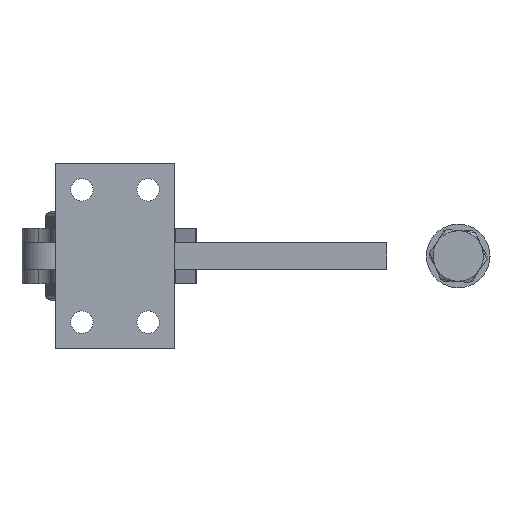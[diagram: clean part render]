
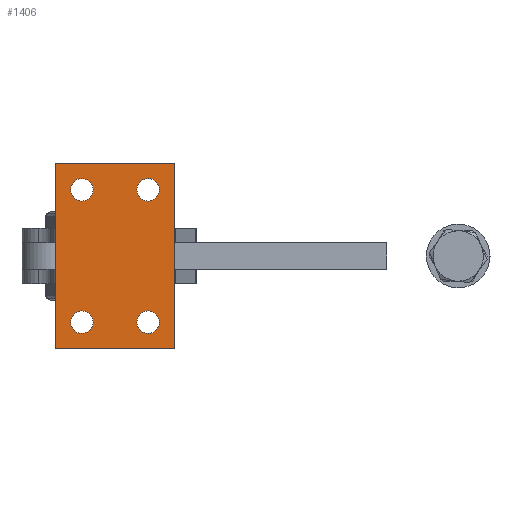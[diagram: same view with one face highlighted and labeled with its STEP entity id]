
A CAD part, front view. The second image highlights one B-rep face of the part: STEP entity #1406.
In plain terms, the highlighted planar face has unit normal (0, -1, 0).
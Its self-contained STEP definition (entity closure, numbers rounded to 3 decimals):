
#718=CARTESIAN_POINT('',(-154.559,9.,-25.));
#719=VERTEX_POINT('',#718);
#728=CARTESIAN_POINT('',(-163.059,9.,-25.));
#729=VERTEX_POINT('',#728);
#730=CARTESIAN_POINT('',(-158.809,9.,-25.));
#731=DIRECTION('',(0.0,1.0,0.0));
#732=DIRECTION('',(1.0,0.0,0.0));
#733=AXIS2_PLACEMENT_3D('',#730,#731,#732);
#734=CIRCLE('',#733,4.25);
#735=EDGE_CURVE('',#729,#719,#734,.T.);
#760=CARTESIAN_POINT('',(-129.559,9.,-25.));
#761=VERTEX_POINT('',#760);
#770=CARTESIAN_POINT('',(-138.059,9.,-25.));
#771=VERTEX_POINT('',#770);
#772=CARTESIAN_POINT('',(-133.809,9.,-25.));
#773=DIRECTION('',(0.0,1.0,0.0));
#774=DIRECTION('',(1.0,0.0,0.0));
#775=AXIS2_PLACEMENT_3D('',#772,#773,#774);
#776=CIRCLE('',#775,4.25);
#777=EDGE_CURVE('',#771,#761,#776,.T.);
#802=CARTESIAN_POINT('',(-154.559,9.,25.));
#803=VERTEX_POINT('',#802);
#812=CARTESIAN_POINT('',(-163.059,9.,25.));
#813=VERTEX_POINT('',#812);
#814=CARTESIAN_POINT('',(-158.809,9.,25.));
#815=DIRECTION('',(0.0,1.0,0.0));
#816=DIRECTION('',(1.0,0.0,0.0));
#817=AXIS2_PLACEMENT_3D('',#814,#815,#816);
#818=CIRCLE('',#817,4.25);
#819=EDGE_CURVE('',#813,#803,#818,.T.);
#844=CARTESIAN_POINT('',(-129.559,9.,25.));
#845=VERTEX_POINT('',#844);
#854=CARTESIAN_POINT('',(-138.059,9.,25.));
#855=VERTEX_POINT('',#854);
#856=CARTESIAN_POINT('',(-133.809,9.,25.));
#857=DIRECTION('',(0.0,1.0,0.0));
#858=DIRECTION('',(1.0,0.0,0.0));
#859=AXIS2_PLACEMENT_3D('',#856,#857,#858);
#860=CIRCLE('',#859,4.25);
#861=EDGE_CURVE('',#855,#845,#860,.T.);
#1243=CARTESIAN_POINT('',(-133.809,9.,25.));
#1244=DIRECTION('',(0.0,1.0,0.0));
#1245=DIRECTION('',(1.0,0.0,0.0));
#1246=AXIS2_PLACEMENT_3D('',#1243,#1244,#1245);
#1247=CIRCLE('',#1246,4.25);
#1248=EDGE_CURVE('',#845,#855,#1247,.T.);
#1261=CARTESIAN_POINT('',(-158.809,9.,25.));
#1262=DIRECTION('',(0.0,1.0,0.0));
#1263=DIRECTION('',(1.0,0.0,0.0));
#1264=AXIS2_PLACEMENT_3D('',#1261,#1262,#1263);
#1265=CIRCLE('',#1264,4.25);
#1266=EDGE_CURVE('',#803,#813,#1265,.T.);
#1279=CARTESIAN_POINT('',(-133.809,9.,-25.));
#1280=DIRECTION('',(0.0,1.0,0.0));
#1281=DIRECTION('',(1.0,0.0,0.0));
#1282=AXIS2_PLACEMENT_3D('',#1279,#1280,#1281);
#1283=CIRCLE('',#1282,4.25);
#1284=EDGE_CURVE('',#761,#771,#1283,.T.);
#1297=CARTESIAN_POINT('',(-158.809,9.,-25.));
#1298=DIRECTION('',(0.0,1.0,0.0));
#1299=DIRECTION('',(1.0,0.0,0.0));
#1300=AXIS2_PLACEMENT_3D('',#1297,#1298,#1299);
#1301=CIRCLE('',#1300,4.25);
#1302=EDGE_CURVE('',#719,#729,#1301,.T.);
#1312=CARTESIAN_POINT('',(-123.809,9.,-35.));
#1313=VERTEX_POINT('',#1312);
#1314=CARTESIAN_POINT('',(-168.809,9.,-35.));
#1315=VERTEX_POINT('',#1314);
#1316=CARTESIAN_POINT('',(-123.809,9.,-35.));
#1317=DIRECTION('',(-1.0,0.0,0.0));
#1318=VECTOR('',#1317,45.);
#1319=LINE('',#1316,#1318);
#1320=EDGE_CURVE('',#1313,#1315,#1319,.T.);
#1343=CARTESIAN_POINT('',(-168.809,9.,35.));
#1344=VERTEX_POINT('',#1343);
#1345=CARTESIAN_POINT('',(-123.809,9.,35.));
#1346=VERTEX_POINT('',#1345);
#1347=CARTESIAN_POINT('',(-168.809,9.,35.));
#1348=DIRECTION('',(1.0,0.0,0.0));
#1349=VECTOR('',#1348,45.);
#1350=LINE('',#1347,#1349);
#1351=EDGE_CURVE('',#1344,#1346,#1350,.T.);
#1369=CARTESIAN_POINT('',(-123.809,9.,35.));
#1370=DIRECTION('',(0.0,-1.0,0.0));
#1371=DIRECTION('',(1.0,0.0,0.0));
#1372=AXIS2_PLACEMENT_3D('',#1369,#1370,#1371);
#1373=PLANE('',#1372);
#1374=CARTESIAN_POINT('',(-123.809,9.,35.));
#1375=DIRECTION('',(0.0,0.0,-1.0));
#1376=VECTOR('',#1375,70.);
#1377=LINE('',#1374,#1376);
#1378=EDGE_CURVE('',#1346,#1313,#1377,.T.);
#1379=ORIENTED_EDGE('',*,*,#1378,.F.);
#1380=ORIENTED_EDGE('',*,*,#1351,.F.);
#1381=CARTESIAN_POINT('',(-168.809,9.,-35.));
#1382=DIRECTION('',(0.0,0.0,1.0));
#1383=VECTOR('',#1382,70.);
#1384=LINE('',#1381,#1383);
#1385=EDGE_CURVE('',#1315,#1344,#1384,.T.);
#1386=ORIENTED_EDGE('',*,*,#1385,.F.);
#1387=ORIENTED_EDGE('',*,*,#1320,.F.);
#1388=EDGE_LOOP('',(#1379,#1380,#1386,#1387));
#1389=FACE_OUTER_BOUND('',#1388,.T.);
#1390=ORIENTED_EDGE('',*,*,#1248,.T.);
#1391=ORIENTED_EDGE('',*,*,#861,.T.);
#1392=EDGE_LOOP('',(#1390,#1391));
#1393=FACE_BOUND('',#1392,.T.);
#1394=ORIENTED_EDGE('',*,*,#1266,.T.);
#1395=ORIENTED_EDGE('',*,*,#819,.T.);
#1396=EDGE_LOOP('',(#1394,#1395));
#1397=FACE_BOUND('',#1396,.T.);
#1398=ORIENTED_EDGE('',*,*,#1284,.T.);
#1399=ORIENTED_EDGE('',*,*,#777,.T.);
#1400=EDGE_LOOP('',(#1398,#1399));
#1401=FACE_BOUND('',#1400,.T.);
#1402=ORIENTED_EDGE('',*,*,#1302,.T.);
#1403=ORIENTED_EDGE('',*,*,#735,.T.);
#1404=EDGE_LOOP('',(#1402,#1403));
#1405=FACE_BOUND('',#1404,.T.);
#1406=ADVANCED_FACE('',(#1389,#1393,#1397,#1401,#1405),#1373,.T.);
